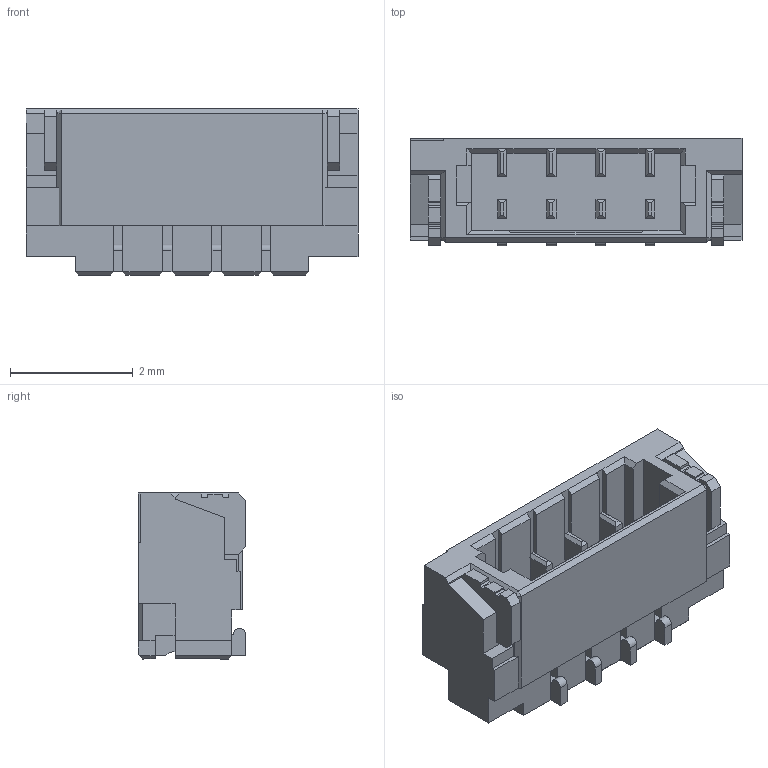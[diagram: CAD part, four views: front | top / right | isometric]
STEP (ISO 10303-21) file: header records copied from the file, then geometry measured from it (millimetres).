
FILE_DESCRIPTION (( 'STEP AP214' ), '1' );
FILE_NAME ('SM04B-SURS-TF.STEP', '2025-03-28T11:58:19', ( 'LENOVO' ), ( '' ), 'SwSTEP 2.0', 'SolidWorks 2021', '' );
FILE_SCHEMA (( 'AUTOMOTIVE_DESIGN' ));
Length unit declared in the file: millimetre
Products named in the file (1): SM04B-SURS-TF
Bounding box: 5.4 x 1.75 x 2.7 mm (x, y, z)
Volume: 14.4 mm3; surface area: 108 mm2
Topology: 7 solids, 7 shells, 323 faces, 898 edges, 578 vertices
Faces by surface type: plane 303, cylinder 20
Entity records: 10218 total; most frequent: CARTESIAN_POINT 1800, ORIENTED_EDGE 1796, DIRECTION 1586, EDGE_CURVE 898, VECTOR 858, LINE 858, VERTEX_POINT 578, AXIS2_PLACEMENT_3D 364
